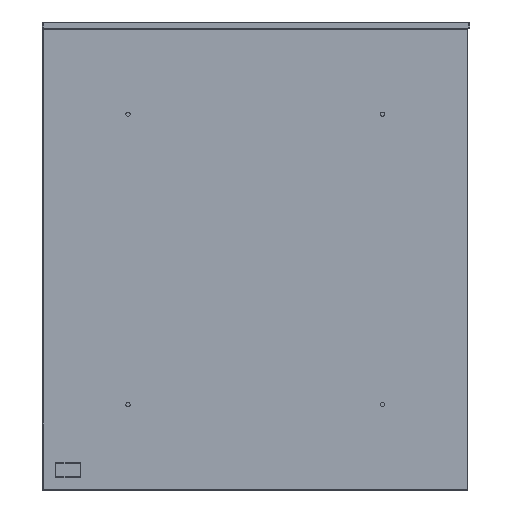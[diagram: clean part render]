
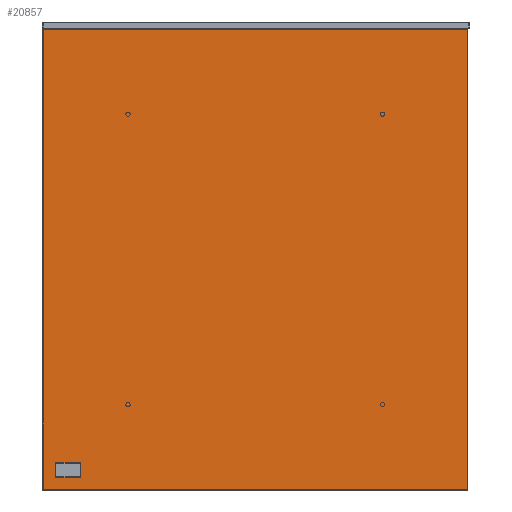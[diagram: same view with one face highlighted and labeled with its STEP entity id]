
A CAD part, left-side view. The second image highlights one B-rep face of the part: STEP entity #20857.
In plain terms, the highlighted planar face has unit normal (-1, 0, 0).
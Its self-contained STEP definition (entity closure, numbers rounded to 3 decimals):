
#20595=CARTESIAN_POINT('',(-4750.693,10231.25,-596.869));
#20596=VERTEX_POINT('',#20595);
#20597=CARTESIAN_POINT('',(-4750.693,10231.25,-59.131));
#20598=VERTEX_POINT('',#20597);
#20599=CARTESIAN_POINT('',(-4750.693,10231.25,-596.869));
#20600=DIRECTION('',(0.0,0.0,1.0));
#20601=VECTOR('',#20600,537.737);
#20602=LINE('',#20599,#20601);
#20603=EDGE_CURVE('',#20596,#20598,#20602,.T.);
#20626=CARTESIAN_POINT('',(-4750.693,10230.919,-58.8));
#20627=VERTEX_POINT('',#20626);
#20628=CARTESIAN_POINT('',(-4750.693,10231.25,-59.131));
#20629=DIRECTION('',(0.0,-0.707,0.707));
#20630=VECTOR('',#20629,0.469);
#20631=LINE('',#20628,#20630);
#20632=EDGE_CURVE('',#20598,#20627,#20631,.T.);
#20650=CARTESIAN_POINT('',(-4750.693,9735.181,-58.8));
#20651=VERTEX_POINT('',#20650);
#20652=CARTESIAN_POINT('',(-4750.693,10230.919,-58.8));
#20653=DIRECTION('',(0.0,-1.0,0.0));
#20654=VECTOR('',#20653,495.737);
#20655=LINE('',#20652,#20654);
#20656=EDGE_CURVE('',#20627,#20651,#20655,.T.);
#20683=CARTESIAN_POINT('',(-4750.693,9734.85,-59.131));
#20684=VERTEX_POINT('',#20683);
#20685=CARTESIAN_POINT('',(-4750.693,9735.181,-58.8));
#20686=DIRECTION('',(0.0,-0.707,-0.707));
#20687=VECTOR('',#20686,0.469);
#20688=LINE('',#20685,#20687);
#20689=EDGE_CURVE('',#20651,#20684,#20688,.T.);
#20714=CARTESIAN_POINT('',(-4750.693,9734.85,-596.869));
#20715=VERTEX_POINT('',#20714);
#20716=CARTESIAN_POINT('',(-4750.693,9734.85,-59.131));
#20717=DIRECTION('',(0.0,0.0,-1.0));
#20718=VECTOR('',#20717,537.737);
#20719=LINE('',#20716,#20718);
#20720=EDGE_CURVE('',#20684,#20715,#20719,.T.);
#20745=CARTESIAN_POINT('',(-4750.693,9735.181,-597.2));
#20746=VERTEX_POINT('',#20745);
#20747=CARTESIAN_POINT('',(-4750.693,9734.85,-596.869));
#20748=DIRECTION('',(0.0,0.707,-0.707));
#20749=VECTOR('',#20748,0.469);
#20750=LINE('',#20747,#20749);
#20751=EDGE_CURVE('',#20715,#20746,#20750,.T.);
#20774=CARTESIAN_POINT('',(-4750.693,10230.919,-597.2));
#20775=VERTEX_POINT('',#20774);
#20776=CARTESIAN_POINT('',(-4750.693,9735.181,-597.2));
#20777=DIRECTION('',(0.0,1.0,0.0));
#20778=VECTOR('',#20777,495.737);
#20779=LINE('',#20776,#20778);
#20780=EDGE_CURVE('',#20746,#20775,#20779,.T.);
#20798=CARTESIAN_POINT('',(-4750.693,10230.919,-597.2));
#20799=DIRECTION('',(0.0,0.707,0.707));
#20800=VECTOR('',#20799,0.469);
#20801=LINE('',#20798,#20800);
#20802=EDGE_CURVE('',#20775,#20596,#20801,.T.);
#20842=CARTESIAN_POINT('',(-4750.693,9983.05,-597.201));
#20843=DIRECTION('',(-1.0,0.0,0.0));
#20844=DIRECTION('',(0.0,0.0,1.0));
#20845=AXIS2_PLACEMENT_3D('',#20842,#20843,#20844);
#20846=PLANE('',#20845);
#20847=ORIENTED_EDGE('',*,*,#20603,.F.);
#20848=ORIENTED_EDGE('',*,*,#20802,.F.);
#20849=ORIENTED_EDGE('',*,*,#20780,.F.);
#20850=ORIENTED_EDGE('',*,*,#20751,.F.);
#20851=ORIENTED_EDGE('',*,*,#20720,.F.);
#20852=ORIENTED_EDGE('',*,*,#20689,.F.);
#20853=ORIENTED_EDGE('',*,*,#20656,.F.);
#20854=ORIENTED_EDGE('',*,*,#20632,.F.);
#20855=EDGE_LOOP('',(#20847,#20848,#20849,#20850,#20851,#20852,#20853,#20854));
#20856=FACE_OUTER_BOUND('',#20855,.T.);
#20857=ADVANCED_FACE('',(#20856),#20846,.T.);
